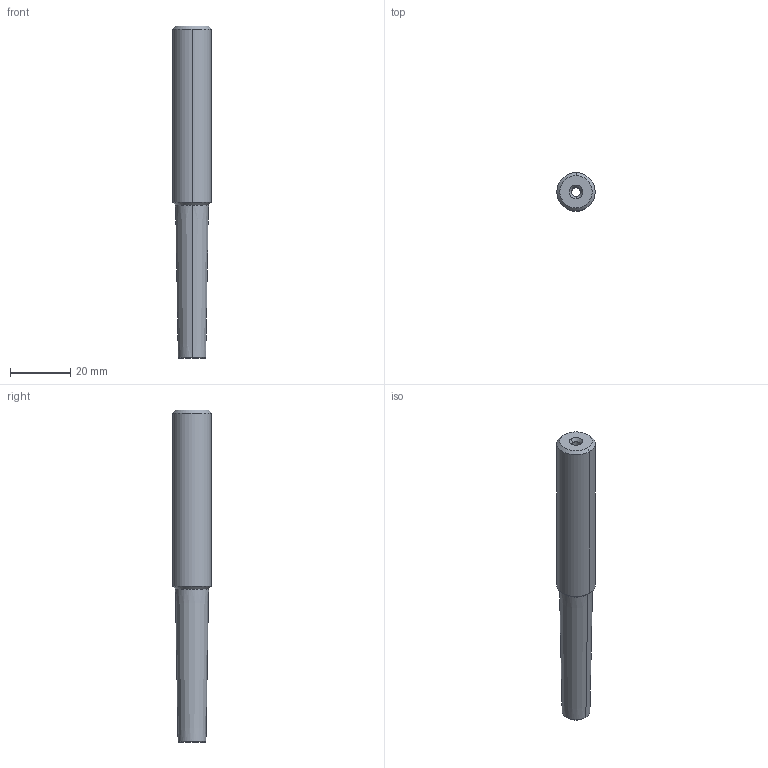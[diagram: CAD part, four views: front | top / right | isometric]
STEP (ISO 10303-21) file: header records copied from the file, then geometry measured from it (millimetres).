
FILE_DESCRIPTION((''),'2;1');
FILE_NAME('IMX10-A0500N199L43C','2022-09-22T09:01:50',('tlyad09'),('PTC Japan'),'CREO PARAMETRIC BY PTC INC, 2021424','CREO PARAMETRIC BY PTC INC, 2021424','');
FILE_SCHEMA(('AUTOMOTIVE_DESIGN { 1 0 10303 214 1 1 1 1 }'));
Length unit declared in the file: millimetre
Products named in the file (1): IMX10-A0500N199L43C
Bounding box: 12.7 x 12.7 x 110 mm (x, y, z)
Volume: 10488.3 mm3; surface area: 5285.8 mm2
Topology: 1 solids, 1 shells, 24 faces, 48 edges, 28 vertices
Faces by surface type: cone 14, cylinder 6, plane 4
Entity records: 879 total; most frequent: DIRECTION 132, CARTESIAN_POINT 106, ORIENTED_EDGE 96, AXIS2_PLACEMENT_3D 56, PRESENTATION_STYLE_ASSIGNMENT 52, STYLED_ITEM 52, CURVE_STYLE 51, EDGE_CURVE 48
